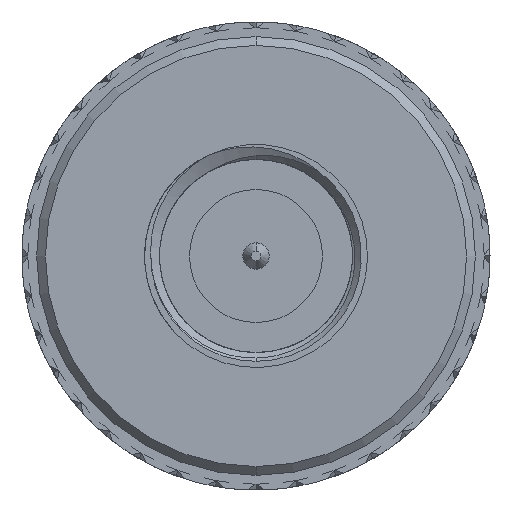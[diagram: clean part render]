
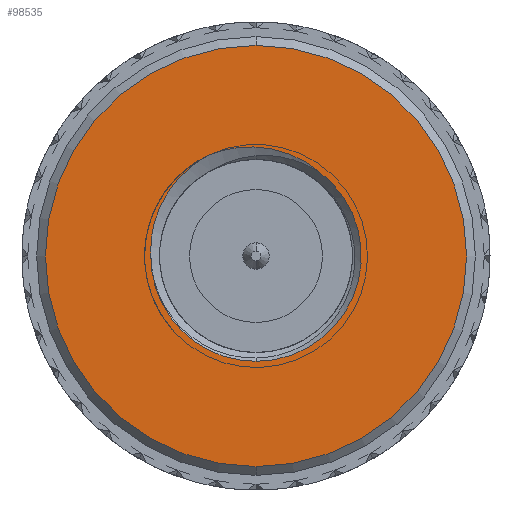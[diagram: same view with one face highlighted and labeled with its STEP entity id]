
A CAD part, front view. The second image highlights one B-rep face of the part: STEP entity #98535.
In plain terms, the highlighted planar face has unit normal (0, -1, 0).
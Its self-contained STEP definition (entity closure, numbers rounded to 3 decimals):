
#627 = ORIENTED_EDGE ( 'NONE', *, *, #4497, .F. ) ;
#3507 = CIRCLE ( 'NONE', #89429, 7.2 ) ;
#4127 = AXIS2_PLACEMENT_3D ( 'NONE', #11959, #77127, #21354 ) ;
#4217 = FACE_BOUND ( 'NONE', #105257, .T. ) ;
#4497 = EDGE_CURVE ( 'NONE', #37950, #112747, #49856, .T. ) ;
#7332 = CARTESIAN_POINT ( 'NONE',  ( -3.411, -0.9, 1.405 ) ) ;
#9183 = CARTESIAN_POINT ( 'NONE',  ( 0., -0.9, 0. ) ) ;
#11793 = ORIENTED_EDGE ( 'NONE', *, *, #33908, .F. ) ;
#11959 = CARTESIAN_POINT ( 'NONE',  ( 0., -0.9, 0. ) ) ;
#15772 = CARTESIAN_POINT ( 'NONE',  ( 3.3, -0.9, 0. ) ) ;
#16703 = CARTESIAN_POINT ( 'NONE',  ( -3.565, -0.9, 0.746 ) ) ;
#18563 = DIRECTION ( 'NONE',  ( 0., 0., 1. ) ) ;
#18955 = CIRCLE ( 'NONE', #4127, 3.6 ) ;
#20275 = FACE_OUTER_BOUND ( 'NONE', #107266, .T. ) ;
#21354 = DIRECTION ( 'NONE',  ( 0., 0., 1. ) ) ;
#23363 = AXIS2_PLACEMENT_3D ( 'NONE', #83300, #27488, #92633 ) ;
#25356 = CARTESIAN_POINT ( 'NONE',  ( 2.176, -0.9, 2.868 ) ) ;
#25576 = DIRECTION ( 'NONE',  ( 0., 0., 1. ) ) ;
#26093 = CARTESIAN_POINT ( 'NONE',  ( -3.606, -0.9, 0.234 ) ) ;
#26183 = CARTESIAN_POINT ( 'NONE',  ( 1.001, -0.9, 3.54 ) ) ;
#27488 = DIRECTION ( 'NONE',  ( 0., 1., 0. ) ) ;
#31462 = AXIS2_PLACEMENT_3D ( 'NONE', #9183, #74344, #18563 ) ;
#33908 = EDGE_CURVE ( 'NONE', #112747, #83580, #45093, .T. ) ;
#34313 = EDGE_CURVE ( 'NONE', #103470, #109163, #99730, .T. ) ;
#34475 = CARTESIAN_POINT ( 'NONE',  ( -3.599, -0.9, 0.064 ) ) ;
#35021 = CARTESIAN_POINT ( 'NONE',  ( -1.666, -0.9, 3.43 ) ) ;
#35442 = DIRECTION ( 'NONE',  ( 0., -1., 0. ) ) ;
#35508 = CARTESIAN_POINT ( 'NONE',  ( 0.505, -0.9, 3.671 ) ) ;
#37950 = VERTEX_POINT ( 'NONE', #25356 ) ;
#38064 = CARTESIAN_POINT ( 'NONE',  ( 0., -0.9, -3.6 ) ) ;
#40024 = ORIENTED_EDGE ( 'NONE', *, *, #34313, .T. ) ;
#44386 = CARTESIAN_POINT ( 'NONE',  ( -2.604, -0.9, 2.704 ) ) ;
#44868 = CARTESIAN_POINT ( 'NONE',  ( -0.342, -0.9, 3.742 ) ) ;
#45093 = B_SPLINE_CURVE_WITH_KNOTS ( 'NONE', 3,
 ( #35021, #90826, #100222, #44386, #109560, #53739, #118965, #63134, #7332, #72507, #16703, #81870, #26093, #91232 ),
 .UNSPECIFIED., .F., .F.,
 ( 4, 2, 2, 2, 2, 2, 4 ),
 ( 0., 0.001, 0.002, 0.002, 0.003, 0.004, 0.004 ),
 .UNSPECIFIED. ) ;
#49856 = B_SPLINE_CURVE_WITH_KNOTS ( 'NONE', 3,
 ( #72597, #58460, #63217, #81967, #26183, #91319, #35508, #100711, #44868, #110064, #54236, #119451 ),
 .UNSPECIFIED., .F., .F.,
 ( 4, 2, 2, 2, 2, 4 ),
 ( 0.006, 0.007, 0.008, 0.008, 0.009, 0.01 ),
 .UNSPECIFIED. ) ;
#53222 = PLANE ( 'NONE',  #114012 ) ;
#53739 = CARTESIAN_POINT ( 'NONE',  ( -2.928, -0.9, 2.307 ) ) ;
#54236 = CARTESIAN_POINT ( 'NONE',  ( -1.349, -0.9, 3.563 ) ) ;
#58460 = CARTESIAN_POINT ( 'NONE',  ( 1.918, -0.9, 3.088 ) ) ;
#58793 = CARTESIAN_POINT ( 'NONE',  ( 0., -0.9, -7.2 ) ) ;
#63134 = CARTESIAN_POINT ( 'NONE',  ( -3.279, -0.9, 1.727 ) ) ;
#63217 = CARTESIAN_POINT ( 'NONE',  ( 1.624, -0.9, 3.273 ) ) ;
#70412 = CARTESIAN_POINT ( 'NONE',  ( 0., -0.9, 7.2 ) ) ;
#72507 = CARTESIAN_POINT ( 'NONE',  ( -3.535, -0.9, 0.912 ) ) ;
#72597 = CARTESIAN_POINT ( 'NONE',  ( 2.176, -0.9, 2.868 ) ) ;
#74344 = DIRECTION ( 'NONE',  ( 0., -1., 0. ) ) ;
#75603 = CARTESIAN_POINT ( 'NONE',  ( -1.666, -0.9, 3.43 ) ) ;
#77127 = DIRECTION ( 'NONE',  ( 0., 1., 0. ) ) ;
#77517 = EDGE_CURVE ( 'NONE', #90987, #83580, #117022, .T. ) ;
#79444 = ORIENTED_EDGE ( 'NONE', *, *, #84048, .T. ) ;
#81351 = DIRECTION ( 'NONE',  ( 0., 1., 0. ) ) ;
#81870 = CARTESIAN_POINT ( 'NONE',  ( -3.6, -0.9, 0.407 ) ) ;
#81967 = CARTESIAN_POINT ( 'NONE',  ( 1.16, -0.9, 3.482 ) ) ;
#83073 = ORIENTED_EDGE ( 'NONE', *, *, #77517, .T. ) ;
#83300 = CARTESIAN_POINT ( 'NONE',  ( 0., -0.9, 0. ) ) ;
#83580 = VERTEX_POINT ( 'NONE', #34475 ) ;
#84048 = EDGE_CURVE ( 'NONE', #37950, #90987, #18955, .T. ) ;
#86230 = EDGE_CURVE ( 'NONE', #109163, #103470, #3507, .T. ) ;
#89429 = AXIS2_PLACEMENT_3D ( 'NONE', #91247, #35442, #100637 ) ;
#90826 = CARTESIAN_POINT ( 'NONE',  ( -1.967, -0.9, 3.264 ) ) ;
#90987 = VERTEX_POINT ( 'NONE', #38064 ) ;
#91232 = CARTESIAN_POINT ( 'NONE',  ( -3.599, -0.9, 0.064 ) ) ;
#91247 = CARTESIAN_POINT ( 'NONE',  ( 0., -0.9, 0. ) ) ;
#91319 = CARTESIAN_POINT ( 'NONE',  ( 0.674, -0.9, 3.635 ) ) ;
#92633 = DIRECTION ( 'NONE',  ( 0., 0., 1. ) ) ;
#98535 = ADVANCED_FACE ( 'NONE', ( #20275, #4217 ), #53222, .F. ) ;
#99730 = CIRCLE ( 'NONE', #31462, 7.2 ) ;
#100222 = CARTESIAN_POINT ( 'NONE',  ( -2.238, -0.9, 3.061 ) ) ;
#100637 = DIRECTION ( 'NONE',  ( 0., 0., 1. ) ) ;
#100711 = CARTESIAN_POINT ( 'NONE',  ( -0.001, -0.9, 3.742 ) ) ;
#103470 = VERTEX_POINT ( 'NONE', #70412 ) ;
#103873 = ORIENTED_EDGE ( 'NONE', *, *, #86230, .T. ) ;
#105257 = EDGE_LOOP ( 'NONE', ( #627, #79444, #83073, #11793 ) ) ;
#107266 = EDGE_LOOP ( 'NONE', ( #40024, #103873 ) ) ;
#109163 = VERTEX_POINT ( 'NONE', #58793 ) ;
#109560 = CARTESIAN_POINT ( 'NONE',  ( -2.719, -0.9, 2.575 ) ) ;
#110064 = CARTESIAN_POINT ( 'NONE',  ( -1.021, -0.9, 3.652 ) ) ;
#112747 = VERTEX_POINT ( 'NONE', #75603 ) ;
#114012 = AXIS2_PLACEMENT_3D ( 'NONE', #15772, #81351, #25576 ) ;
#117022 = CIRCLE ( 'NONE', #23363, 3.6 ) ;
#118965 = CARTESIAN_POINT ( 'NONE',  ( -3.023, -0.9, 2.166 ) ) ;
#119451 = CARTESIAN_POINT ( 'NONE',  ( -1.666, -0.9, 3.43 ) ) ;
